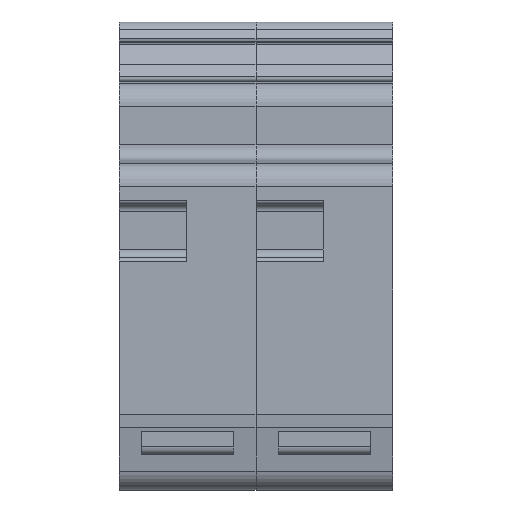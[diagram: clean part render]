
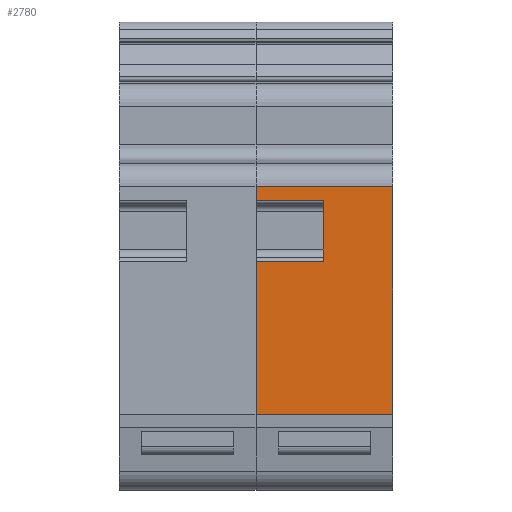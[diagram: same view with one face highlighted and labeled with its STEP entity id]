
A CAD part, front view. The second image highlights one B-rep face of the part: STEP entity #2780.
In plain terms, the highlighted planar face has unit normal (0, -1, 0).
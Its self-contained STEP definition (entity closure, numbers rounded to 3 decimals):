
#123=PLANE($,#4439);
#334=FACE_OUTER_BOUND($,#555,.T.);
#555=EDGE_LOOP($,(#2284,#2285,#2286,#2287,#2288,#2289,#2290,#2291));
#860=VERTEX_POINT($,#6660);
#861=VERTEX_POINT($,#6662);
#863=VERTEX_POINT($,#6667);
#865=VERTEX_POINT($,#6671);
#886=VERTEX_POINT($,#6739);
#887=VERTEX_POINT($,#6741);
#888=VERTEX_POINT($,#6743);
#889=VERTEX_POINT($,#6745);
#1336=EDGE_CURVE($,#861,#860,#3449,.T.);
#1341=EDGE_CURVE($,#863,#865,#3451,.T.);
#1350=EDGE_CURVE($,#865,#861,#3458,.T.);
#1374=EDGE_CURVE($,#886,#860,#3474,.T.);
#1375=EDGE_CURVE($,#886,#887,#3475,.T.);
#1376=EDGE_CURVE($,#888,#887,#3476,.T.);
#1377=EDGE_CURVE($,#889,#888,#3477,.T.);
#1378=EDGE_CURVE($,#863,#889,#3478,.T.);
#2284=ORIENTED_EDGE($,*,*,#1341,.T.);
#2285=ORIENTED_EDGE($,*,*,#1350,.T.);
#2286=ORIENTED_EDGE($,*,*,#1336,.T.);
#2287=ORIENTED_EDGE($,*,*,#1374,.F.);
#2288=ORIENTED_EDGE($,*,*,#1375,.T.);
#2289=ORIENTED_EDGE($,*,*,#1376,.F.);
#2290=ORIENTED_EDGE($,*,*,#1377,.F.);
#2291=ORIENTED_EDGE($,*,*,#1378,.F.);
#2780=ADVANCED_FACE($,(#334),#123,.T.);
#3449=LINE($,#6663,#3961);
#3451=LINE($,#6673,#3963);
#3458=LINE($,#6690,#3970);
#3474=LINE($,#6740,#3986);
#3475=LINE($,#6742,#3987);
#3476=LINE($,#6744,#3988);
#3477=LINE($,#6746,#3989);
#3478=LINE($,#6747,#3990);
#3961=VECTOR($,#5334,8.75);
#3963=VECTOR($,#5344,8.75);
#3970=VECTOR($,#5363,7.897);
#3986=VECTOR($,#5413,19.977);
#3987=VECTOR($,#5414,17.8);
#3988=VECTOR($,#5415,29.677);
#3989=VECTOR($,#5416,17.8);
#3990=VECTOR($,#5417,1.803);
#4439=AXIS2_PLACEMENT_3D($,#6738,#5411,#5412);
#5334=DIRECTION($,(-1.,0.,0.));
#5344=DIRECTION($,(1.,0.,0.));
#5363=DIRECTION($,(0.,0.,-1.));
#5411=DIRECTION('center_axis',(0.,-1.,0.));
#5412=DIRECTION('ref_axis',(0.,0.,-1.));
#5413=DIRECTION($,(0.,0.,1.));
#5414=DIRECTION($,(1.,0.,0.));
#5415=DIRECTION($,(0.,0.,-1.));
#5416=DIRECTION($,(1.,0.,0.));
#5417=DIRECTION($,(0.,0.,1.));
#6660=CARTESIAN_POINT('',(17.8,-38.699,24.833));
#6662=CARTESIAN_POINT('',(26.55,-38.699,24.833));
#6663=CARTESIAN_POINT($,(17.8,-38.699,24.833));
#6667=CARTESIAN_POINT('',(17.8,-38.699,32.73));
#6671=CARTESIAN_POINT('',(26.55,-38.699,32.73));
#6673=CARTESIAN_POINT($,(17.8,-38.699,32.73));
#6690=CARTESIAN_POINT($,(26.55,-38.699,30.756));
#6738=CARTESIAN_POINT('Origin',(17.8,-38.699,32.73));
#6739=CARTESIAN_POINT('',(17.8,-38.699,4.856));
#6740=CARTESIAN_POINT($,(17.8,-38.699,4.856));
#6741=CARTESIAN_POINT('',(35.6,-38.699,4.856));
#6742=CARTESIAN_POINT($,(17.8,-38.699,4.856));
#6743=CARTESIAN_POINT('',(35.6,-38.699,34.533));
#6744=CARTESIAN_POINT($,(35.6,-38.699,4.856));
#6745=CARTESIAN_POINT('',(17.8,-38.699,34.533));
#6746=CARTESIAN_POINT($,(17.8,-38.699,34.533));
#6747=CARTESIAN_POINT($,(17.8,-38.699,4.856));
